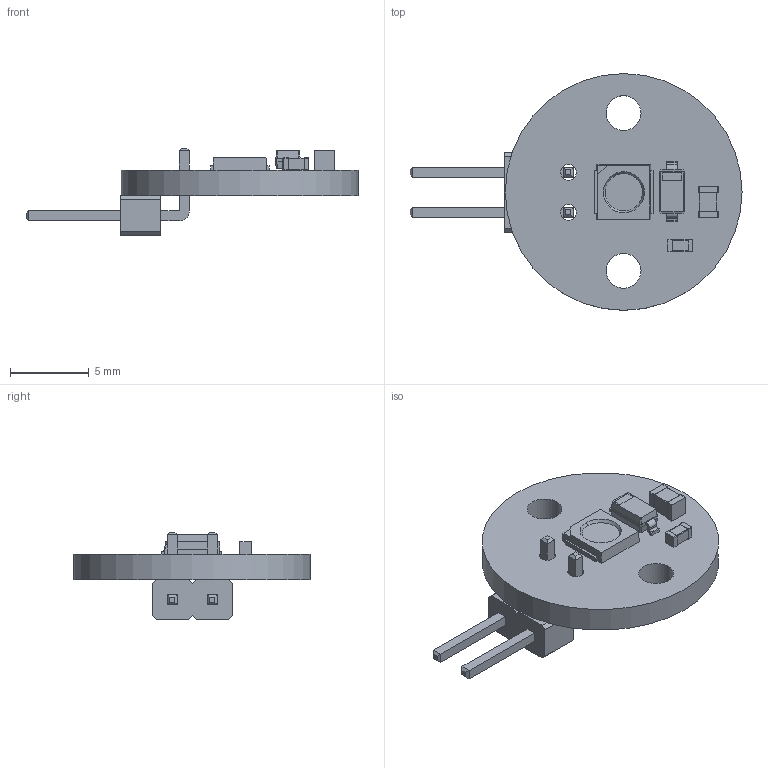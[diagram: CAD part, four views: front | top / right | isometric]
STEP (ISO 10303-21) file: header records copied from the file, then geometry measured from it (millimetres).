
FILE_DESCRIPTION(('FreeCAD Model'),'2;1');
FILE_NAME('ofm_cc_illumination.step','2021-04-12T17:47:16',('Author'),(''), 'Open CASCADE STEP processor 7.5','FreeCAD','Unknown');
FILE_SCHEMA(('AUTOMOTIVE_DESIGN { 1 0 10303 214 1 1 1 1 }'));
Length unit declared in the file: millimetre
Products named in the file (13): ofm_cc_illumination; Board_Geoms_53c9; Local_CS_53c9; Pcb_53c9; PCB_Sketch_53c9; Step_Models_53c9; Top_53c9; LED1_L135-40800CHV00001_605981C2; D1_D_SOD_123_605A06CD; C2_C_0603_1608Metric_6074954B; C1_C_0805_2012Metric_60762771; Bot_53c9; J1_PinHeader_1x02_P254mm_Horizontal_5F88D936
Assembly tree (12 placements, depth 4):
  ofm_cc_illumination
    Board_Geoms_53c9
      Local_CS_53c9
      Pcb_53c9
      PCB_Sketch_53c9
    Step_Models_53c9
      Top_53c9
        LED1_L135-40800CHV00001_605981C2
        D1_D_SOD_123_605A06CD
        C2_C_0603_1608Metric_6074954B
        C1_C_0805_2012Metric_60762771
      Bot_53c9
        J1_PinHeader_1x02_P254mm_Horizontal_5F88D936
Bounding box: 21.04 x 15 x 5.54 mm (x, y, z)
Volume: 326.9 mm3; surface area: 660.8 mm2
Topology: 8 solids, 8 shells, 263 faces, 660 edges, 423 vertices
Faces by surface type: plane 176, cylinder 59, bspline 26, cone 2
Full cylindrical faces by diameter (mm): 1 x2, 2.2 x2, 15 x1
Entity records: 9772 total; most frequent: CARTESIAN_POINT 1470, ORIENTED_EDGE 1318, DIRECTION 1251, EDGE_CURVE 659, LINE 505, VECTOR 505, VERTEX_POINT 422, AXIS2_PLACEMENT_3D 373
